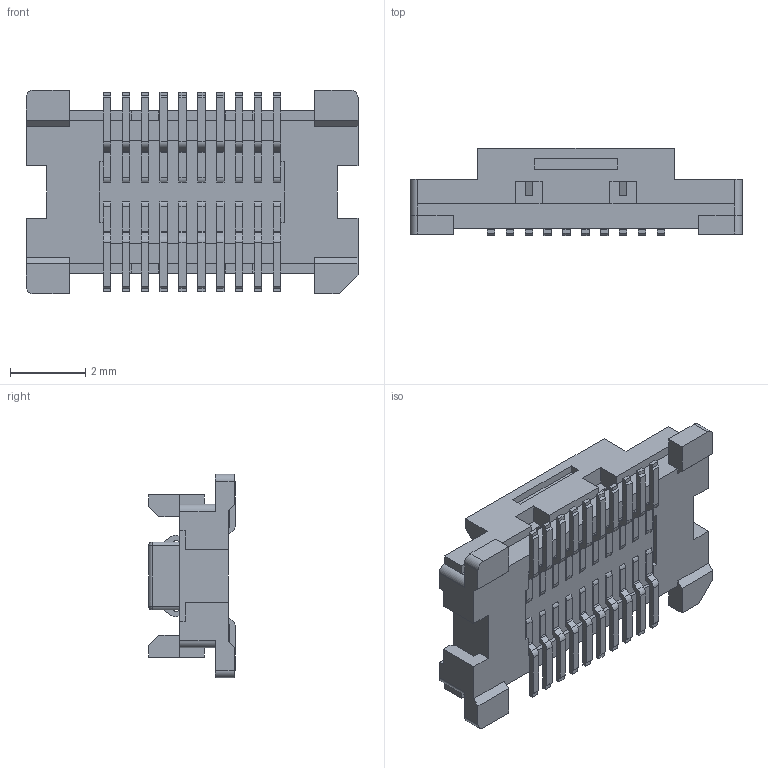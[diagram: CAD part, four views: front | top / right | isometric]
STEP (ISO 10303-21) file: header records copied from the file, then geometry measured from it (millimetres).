
FILE_DESCRIPTION((''),'2;1');
FILE_NAME('529910208','2021-05-10T',('gga'),(''),'PRO/ENGINEER BY PARAMETRIC TECHNOLOGY CORPORATION, 2016010','PRO/ENGINEER BY PARAMETRIC TECHNOLOGY CORPORATION, 2016010','');
FILE_SCHEMA(('CONFIG_CONTROL_DESIGN'));
Length unit declared in the file: millimetre
Products named in the file (1): 529910208
Bounding box: 8.8 x 2.3 x 5.4 mm (x, y, z)
Volume: 46.3 mm3; surface area: 211 mm2
Topology: 1 solids, 1 shells, 614 faces, 1836 edges, 1236 vertices
Faces by surface type: plane 471, cylinder 139, sphere 4
Entity records: 20497 total; most frequent: CARTESIAN_POINT 3643, ORIENTED_EDGE 3512, DIRECTION 3340, EDGE_CURVE 1756, VECTOR 1554, LINE 1554, VERTEX_POINT 1156, AXIS2_PLACEMENT_3D 893
